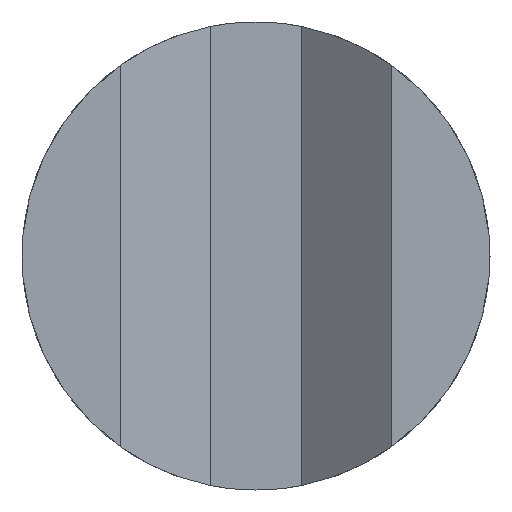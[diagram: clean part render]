
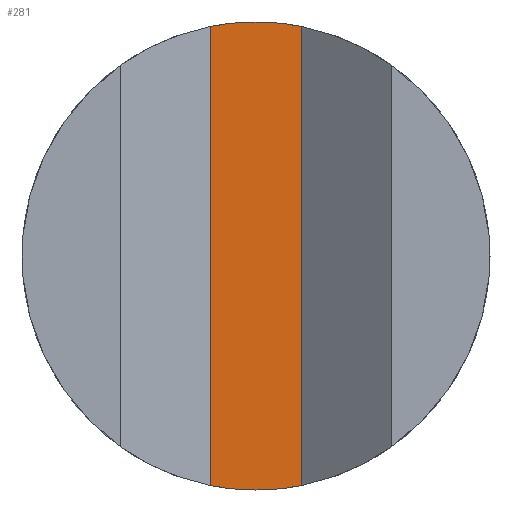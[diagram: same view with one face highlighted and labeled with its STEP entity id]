
A CAD part, left-side view. The second image highlights one B-rep face of the part: STEP entity #281.
In plain terms, the highlighted planar face has unit normal (-1, 0, 0).
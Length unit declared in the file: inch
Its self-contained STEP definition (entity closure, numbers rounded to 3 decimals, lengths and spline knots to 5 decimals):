
#45 = ORIENTED_EDGE ( 'NONE', *, *, #1175, .T. ) ;
#50 = ORIENTED_EDGE ( 'NONE', *, *, #475, .F. ) ;
#58 = AXIS2_PLACEMENT_3D ( 'NONE', #337, #362, #351 ) ;
#78 = ORIENTED_EDGE ( 'NONE', *, *, #466, .T. ) ;
#101 = AXIS2_PLACEMENT_3D ( 'NONE', #1468, #1481, #1530 ) ;
#146 = ORIENTED_EDGE ( 'NONE', *, *, #326, .T. ) ;
#205 = AXIS2_PLACEMENT_3D ( 'NONE', #1004, #1007, #1016 ) ;
#219 = ORIENTED_EDGE ( 'NONE', *, *, #1287, .T. ) ;
#281 = ADVANCED_FACE ( 'NONE', ( #801 ), #1356, .T. ) ;
#291 = AXIS2_PLACEMENT_3D ( 'NONE', #1778, #1421, #381 ) ;
#326 = EDGE_CURVE ( 'NONE', #843, #368, #1575, .T. ) ;
#337 = CARTESIAN_POINT ( 'NONE',  ( -0.19, 0., 0. ) ) ;
#351 = DIRECTION ( 'NONE',  ( 0., 0., 1. ) ) ;
#362 = DIRECTION ( 'NONE',  ( -1., 0., 0. ) ) ;
#368 = VERTEX_POINT ( 'NONE', #1416 ) ;
#381 = DIRECTION ( 'NONE',  ( 0., 0., 1. ) ) ;
#389 = DIRECTION ( 'NONE',  ( 0., 0., -1. ) ) ;
#410 = CARTESIAN_POINT ( 'NONE',  ( -0.19, 0.006, 0.63698 ) ) ;
#416 = EDGE_CURVE ( 'NONE', #874, #818, #428, .T. ) ;
#423 = CARTESIAN_POINT ( 'NONE',  ( -0.19, -0.006, 0.63698 ) ) ;
#428 = CIRCLE ( 'NONE', #58, 0.0311 ) ;
#430 = DIRECTION ( 'NONE',  ( 0., 0., -1. ) ) ;
#466 = EDGE_CURVE ( 'NONE', #1148, #1137, #528, .T. ) ;
#475 = EDGE_CURVE ( 'NONE', #843, #818, #1261, .T. ) ;
#528 = LINE ( 'NONE', #410, #1648 ) ;
#721 = CARTESIAN_POINT ( 'NONE',  ( -0.19, -0.006, -0.03052 ) ) ;
#730 = CARTESIAN_POINT ( 'NONE',  ( -0.19, -0.006, 0.03052 ) ) ;
#747 = CARTESIAN_POINT ( 'NONE',  ( -0.19, 0., -0.0311 ) ) ;
#801 = FACE_OUTER_BOUND ( 'NONE', #1048, .T. ) ;
#818 = VERTEX_POINT ( 'NONE', #721 ) ;
#831 = VECTOR ( 'NONE', #430, 39.37008 ) ;
#843 = VERTEX_POINT ( 'NONE', #730 ) ;
#874 = VERTEX_POINT ( 'NONE', #747 ) ;
#961 = CARTESIAN_POINT ( 'NONE',  ( -0.19, 0.006, -0.03052 ) ) ;
#970 = CIRCLE ( 'NONE', #205, 0.0311 ) ;
#972 = CARTESIAN_POINT ( 'NONE',  ( -0.19, 0.006, 0.03052 ) ) ;
#1004 = CARTESIAN_POINT ( 'NONE',  ( -0.19, 0., 0. ) ) ;
#1007 = DIRECTION ( 'NONE',  ( -1., 0., 0. ) ) ;
#1016 = DIRECTION ( 'NONE',  ( 0., 0., 1. ) ) ;
#1048 = EDGE_LOOP ( 'NONE', ( #78, #219, #1383, #50, #146, #45 ) ) ;
#1137 = VERTEX_POINT ( 'NONE', #961 ) ;
#1148 = VERTEX_POINT ( 'NONE', #972 ) ;
#1175 = EDGE_CURVE ( 'NONE', #368, #1148, #970, .T. ) ;
#1261 = LINE ( 'NONE', #423, #831 ) ;
#1280 = CARTESIAN_POINT ( 'NONE',  ( -0.19, 0., 0. ) ) ;
#1282 = DIRECTION ( 'NONE',  ( -1., 0., 0. ) ) ;
#1285 = DIRECTION ( 'NONE',  ( 0., 0., 1. ) ) ;
#1287 = EDGE_CURVE ( 'NONE', #1137, #874, #1766, .T. ) ;
#1356 = PLANE ( 'NONE',  #291 ) ;
#1383 = ORIENTED_EDGE ( 'NONE', *, *, #416, .T. ) ;
#1416 = CARTESIAN_POINT ( 'NONE',  ( -0.19, 0., 0.0311 ) ) ;
#1421 = DIRECTION ( 'NONE',  ( -1., 0., 0. ) ) ;
#1468 = CARTESIAN_POINT ( 'NONE',  ( -0.19, 0., 0. ) ) ;
#1481 = DIRECTION ( 'NONE',  ( -1., 0., 0. ) ) ;
#1530 = DIRECTION ( 'NONE',  ( 0., 0., 1. ) ) ;
#1575 = CIRCLE ( 'NONE', #101, 0.0311 ) ;
#1648 = VECTOR ( 'NONE', #389, 39.37008 ) ;
#1757 = AXIS2_PLACEMENT_3D ( 'NONE', #1280, #1282, #1285 ) ;
#1766 = CIRCLE ( 'NONE', #1757, 0.0311 ) ;
#1778 = CARTESIAN_POINT ( 'NONE',  ( -0.19, 0.006, 0.63698 ) ) ;
